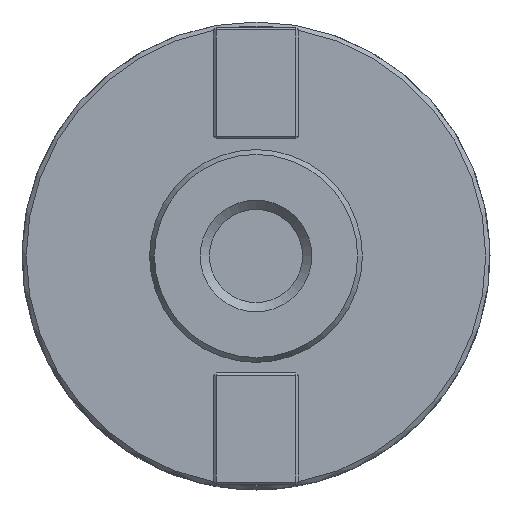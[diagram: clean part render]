
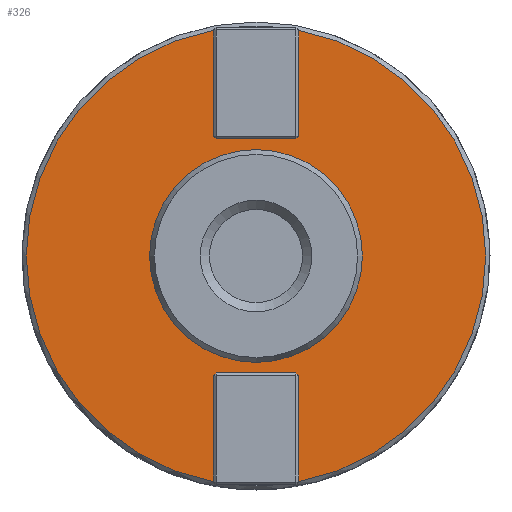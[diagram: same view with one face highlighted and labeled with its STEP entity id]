
A CAD part, left-side view. The second image highlights one B-rep face of the part: STEP entity #326.
In plain terms, the highlighted planar face has unit normal (-1, 0, 0).
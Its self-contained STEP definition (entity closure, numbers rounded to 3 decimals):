
#220=FACE_BOUND('',#645,.T.);
#221=FACE_BOUND('',#646,.T.);
#326=ADVANCED_FACE('',(#220,#221),#410,.F.);
#410=PLANE('',#2271);
#645=EDGE_LOOP('',(#1366));
#646=EDGE_LOOP('',(#1367,#1368,#1369,#1370,#1371,#1372,#1373,#1374,#1375,
#1376,#1377,#1378));
#770=LINE('',#3893,#902);
#771=LINE('',#3896,#903);
#772=LINE('',#3900,#904);
#773=LINE('',#3902,#905);
#774=LINE('',#3904,#906);
#775=LINE('',#3906,#907);
#776=LINE('',#3908,#908);
#777=LINE('',#3912,#909);
#778=LINE('',#3914,#910);
#779=LINE('',#3916,#911);
#902=VECTOR('',#2677,1.);
#903=VECTOR('',#2678,1.);
#904=VECTOR('',#2681,1.);
#905=VECTOR('',#2682,1.);
#906=VECTOR('',#2683,1.);
#907=VECTOR('',#2684,1.);
#908=VECTOR('',#2685,1.);
#909=VECTOR('',#2688,1.);
#910=VECTOR('',#2689,1.);
#911=VECTOR('',#2690,1.);
#1366=ORIENTED_EDGE('',*,*,#1956,.F.);
#1367=ORIENTED_EDGE('',*,*,#1957,.T.);
#1368=ORIENTED_EDGE('',*,*,#1958,.T.);
#1369=ORIENTED_EDGE('',*,*,#1959,.F.);
#1370=ORIENTED_EDGE('',*,*,#1960,.T.);
#1371=ORIENTED_EDGE('',*,*,#1961,.T.);
#1372=ORIENTED_EDGE('',*,*,#1962,.T.);
#1373=ORIENTED_EDGE('',*,*,#1963,.T.);
#1374=ORIENTED_EDGE('',*,*,#1964,.T.);
#1375=ORIENTED_EDGE('',*,*,#1965,.F.);
#1376=ORIENTED_EDGE('',*,*,#1966,.T.);
#1377=ORIENTED_EDGE('',*,*,#1967,.T.);
#1378=ORIENTED_EDGE('',*,*,#1968,.T.);
#1698=VERTEX_POINT('',#3892);
#1699=VERTEX_POINT('',#3894);
#1700=VERTEX_POINT('',#3895);
#1701=VERTEX_POINT('',#3897);
#1702=VERTEX_POINT('',#3899);
#1703=VERTEX_POINT('',#3901);
#1704=VERTEX_POINT('',#3903);
#1705=VERTEX_POINT('',#3905);
#1706=VERTEX_POINT('',#3907);
#1707=VERTEX_POINT('',#3909);
#1708=VERTEX_POINT('',#3911);
#1709=VERTEX_POINT('',#3913);
#1710=VERTEX_POINT('',#3915);
#1956=EDGE_CURVE('',#1698,#1698,#2106,.T.);
#1957=EDGE_CURVE('',#1699,#1700,#770,.T.);
#1958=EDGE_CURVE('',#1700,#1701,#771,.T.);
#1959=EDGE_CURVE('',#1702,#1701,#2107,.T.);
#1960=EDGE_CURVE('',#1702,#1703,#772,.T.);
#1961=EDGE_CURVE('',#1703,#1704,#773,.T.);
#1962=EDGE_CURVE('',#1704,#1705,#774,.T.);
#1963=EDGE_CURVE('',#1705,#1706,#775,.T.);
#1964=EDGE_CURVE('',#1706,#1707,#776,.T.);
#1965=EDGE_CURVE('',#1708,#1707,#2108,.T.);
#1966=EDGE_CURVE('',#1708,#1709,#777,.T.);
#1967=EDGE_CURVE('',#1709,#1710,#778,.T.);
#1968=EDGE_CURVE('',#1710,#1699,#779,.T.);
#2106=CIRCLE('',#2268,20.);
#2107=CIRCLE('',#2269,43.2);
#2108=CIRCLE('',#2270,43.2);
#2268=AXIS2_PLACEMENT_3D('',#3891,#2675,#2676);
#2269=AXIS2_PLACEMENT_3D('',#3898,#2679,#2680);
#2270=AXIS2_PLACEMENT_3D('',#3910,#2686,#2687);
#2271=AXIS2_PLACEMENT_3D('',#3917,#2691,#2692);
#2675=DIRECTION('',(-1.,0.,0.));
#2676=DIRECTION('',(0.,0.,-1.));
#2677=DIRECTION('',(0.,0.707,0.707));
#2678=DIRECTION('',(0.,0.,1.));
#2679=DIRECTION('',(1.,0.,0.));
#2680=DIRECTION('',(0.,0.,1.));
#2681=DIRECTION('',(0.,0.,1.));
#2682=DIRECTION('',(0.,-0.707,0.707));
#2683=DIRECTION('',(0.,-1.,0.));
#2684=DIRECTION('',(0.,-0.707,-0.707));
#2685=DIRECTION('',(0.,0.,-1.));
#2686=DIRECTION('',(1.,0.,0.));
#2687=DIRECTION('',(0.,0.,1.));
#2688=DIRECTION('',(0.,0.,-1.));
#2689=DIRECTION('',(0.,0.707,-0.707));
#2690=DIRECTION('',(0.,1.,0.));
#2691=DIRECTION('',(1.,0.,0.));
#2692=DIRECTION('',(0.,0.,-1.));
#3891=CARTESIAN_POINT('',(27.,0.,0.));
#3892=CARTESIAN_POINT('',(27.,0.,-20.));
#3893=CARTESIAN_POINT('',(27.,14.35,28.85));
#3894=CARTESIAN_POINT('',(27.,7.5,22.));
#3895=CARTESIAN_POINT('',(27.,8.,22.5));
#3896=CARTESIAN_POINT('',(27.,8.,43.2));
#3897=CARTESIAN_POINT('',(27.,8.,42.453));
#3898=CARTESIAN_POINT('',(27.,0.,0.));
#3899=CARTESIAN_POINT('',(27.,8.,-42.453));
#3900=CARTESIAN_POINT('',(27.,8.,43.2));
#3901=CARTESIAN_POINT('',(27.,8.,-22.5));
#3902=CARTESIAN_POINT('',(27.,-28.85,14.35));
#3903=CARTESIAN_POINT('',(27.,7.5,-22.));
#3904=CARTESIAN_POINT('',(27.,0.,-22.));
#3905=CARTESIAN_POINT('',(27.,-7.5,-22.));
#3906=CARTESIAN_POINT('',(27.,28.85,14.35));
#3907=CARTESIAN_POINT('',(27.,-8.,-22.5));
#3908=CARTESIAN_POINT('',(27.,-8.,43.2));
#3909=CARTESIAN_POINT('',(27.,-8.,-42.453));
#3910=CARTESIAN_POINT('',(27.,0.,0.));
#3911=CARTESIAN_POINT('',(27.,-8.,42.453));
#3912=CARTESIAN_POINT('',(27.,-8.,43.2));
#3913=CARTESIAN_POINT('',(27.,-8.,22.5));
#3914=CARTESIAN_POINT('',(27.,-14.35,28.85));
#3915=CARTESIAN_POINT('',(27.,-7.5,22.));
#3916=CARTESIAN_POINT('',(27.,0.,22.));
#3917=CARTESIAN_POINT('',(27.,0.,43.2));
